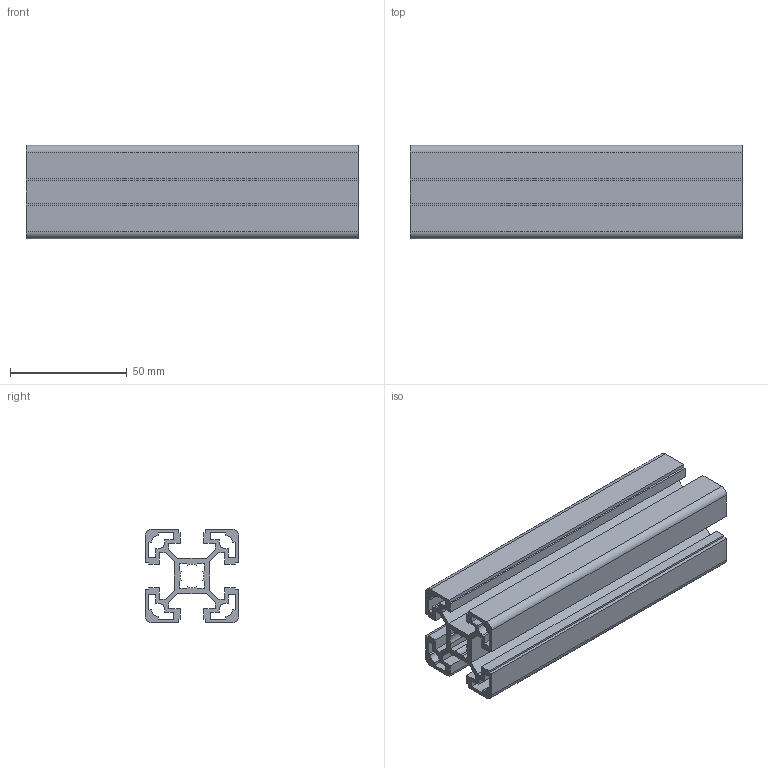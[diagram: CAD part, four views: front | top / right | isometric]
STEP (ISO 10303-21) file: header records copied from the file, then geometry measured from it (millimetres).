
FILE_DESCRIPTION(('STEP AP203'),'1');
FILE_NAME('cctmp_CB44F28D-F0DB-4E29-9D66-089E681631AF_2025_06_19_11_35_43_0255_20560..stp','2025-06-19T17:35:43',('KiM GmbH'),('CADClick - www.CADClick.com'),'Spatial InterOp 3D',' ','unknown authorization');
FILE_SCHEMA(('CONFIG_CONTROL_DESIGN'));
Length unit declared in the file: millimetre
Products named in the file (1): 1
Bounding box: 142 x 40 x 40 mm (x, y, z)
Volume: 78848.6 mm3; surface area: 75079.7 mm2
Topology: 1 solids, 1 shells, 134 faces, 396 edges, 264 vertices
Faces by surface type: plane 118, cylinder 16
Entity records: 4476 total; most frequent: CARTESIAN_POINT 795, ORIENTED_EDGE 792, DIRECTION 698, EDGE_CURVE 396, LINE 364, VECTOR 364, VERTEX_POINT 264, AXIS2_PLACEMENT_3D 167
